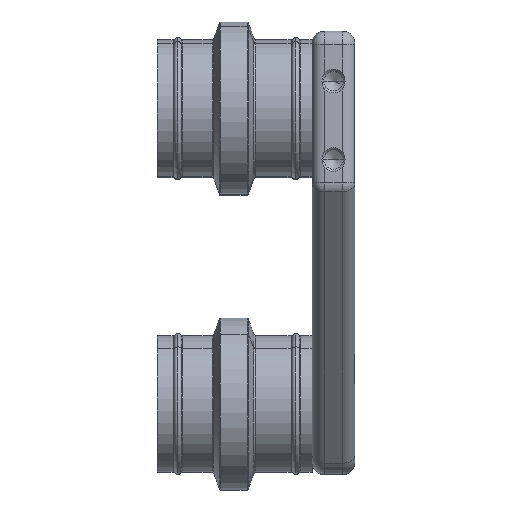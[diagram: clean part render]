
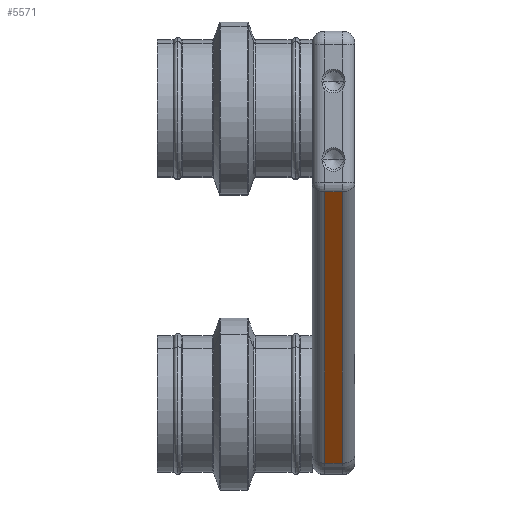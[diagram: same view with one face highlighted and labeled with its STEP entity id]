
A CAD part, top view. The second image highlights one B-rep face of the part: STEP entity #5571.
In plain terms, the highlighted planar face has unit normal (0, -0.643, 0.766).
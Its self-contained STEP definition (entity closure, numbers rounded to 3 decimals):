
#1340 = VECTOR ( 'NONE', #50572, 1000. ) ;
#1632 = VECTOR ( 'NONE', #22488, 1000. ) ;
#3036 = EDGE_CURVE ( 'NONE', #12699, #48493, #46731, .T. ) ;
#3252 = PLANE ( 'NONE',  #47603 ) ;
#3774 = CARTESIAN_POINT ( 'NONE',  ( -3.175, -53.657, 35.418 ) ) ;
#4677 = ORIENTED_EDGE ( 'NONE', *, *, #55021, .T. ) ;
#4684 = LINE ( 'NONE', #3774, #1632 ) ;
#5571 = ADVANCED_FACE ( 'NONE', ( #58056 ), #3252, .T. ) ;
#7019 = CARTESIAN_POINT ( 'NONE',  ( -7.7, -53.657, 35.418 ) ) ;
#11231 = EDGE_CURVE ( 'NONE', #41718, #48493, #18026, .T. ) ;
#12699 = VERTEX_POINT ( 'NONE', #54859 ) ;
#15941 = EDGE_LOOP ( 'NONE', ( #57494, #27193, #4677, #16978 ) ) ;
#16978 = ORIENTED_EDGE ( 'NONE', *, *, #3036, .T. ) ;
#18026 = LINE ( 'NONE', #26704, #21570 ) ;
#19428 = CARTESIAN_POINT ( 'NONE',  ( -7.7, -53.657, 35.418 ) ) ;
#20095 = VERTEX_POINT ( 'NONE', #49299 ) ;
#21570 = VECTOR ( 'NONE', #36028, 1000. ) ;
#22488 = DIRECTION ( 'NONE',  ( 0., 0.766, 0.643 ) ) ;
#22877 = CARTESIAN_POINT ( 'NONE',  ( -6.375, 15.539, 93.481 ) ) ;
#22927 = VECTOR ( 'NONE', #51941, 1000. ) ;
#26704 = CARTESIAN_POINT ( 'NONE',  ( -6.375, -53.657, 35.418 ) ) ;
#27193 = ORIENTED_EDGE ( 'NONE', *, *, #49231, .T. ) ;
#28863 = LINE ( 'NONE', #22877, #1340 ) ;
#30685 = CARTESIAN_POINT ( 'NONE',  ( -6.375, -53.657, 35.418 ) ) ;
#36028 = DIRECTION ( 'NONE',  ( -1., 0., 0. ) ) ;
#37237 = CARTESIAN_POINT ( 'NONE',  ( -3.175, -53.657, 35.418 ) ) ;
#41718 = VERTEX_POINT ( 'NONE', #37237 ) ;
#46731 = LINE ( 'NONE', #19428, #22927 ) ;
#47603 = AXIS2_PLACEMENT_3D ( 'NONE', #30685, #48718, #58356 ) ;
#48493 = VERTEX_POINT ( 'NONE', #7019 ) ;
#48718 = DIRECTION ( 'NONE',  ( 0., -0.643, 0.766 ) ) ;
#49231 = EDGE_CURVE ( 'NONE', #41718, #20095, #4684, .T. ) ;
#49299 = CARTESIAN_POINT ( 'NONE',  ( -3.175, 15.539, 93.481 ) ) ;
#50572 = DIRECTION ( 'NONE',  ( -1., 0., 0. ) ) ;
#51941 = DIRECTION ( 'NONE',  ( 0., -0.766, -0.643 ) ) ;
#54859 = CARTESIAN_POINT ( 'NONE',  ( -7.7, 15.539, 93.481 ) ) ;
#55021 = EDGE_CURVE ( 'NONE', #20095, #12699, #28863, .T. ) ;
#57494 = ORIENTED_EDGE ( 'NONE', *, *, #11231, .F. ) ;
#58056 = FACE_OUTER_BOUND ( 'NONE', #15941, .T. ) ;
#58356 = DIRECTION ( 'NONE',  ( 0., 0.766, 0.643 ) ) ;
